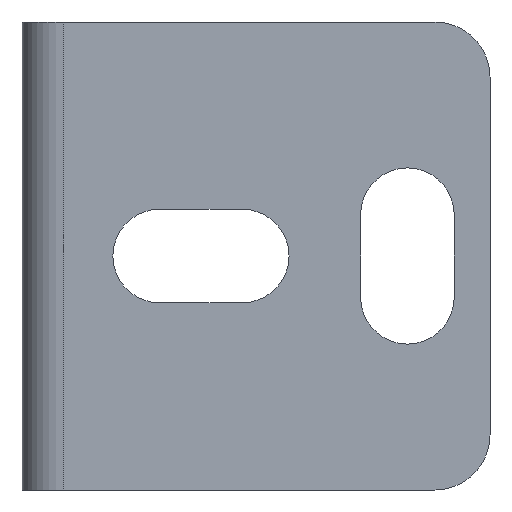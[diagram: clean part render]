
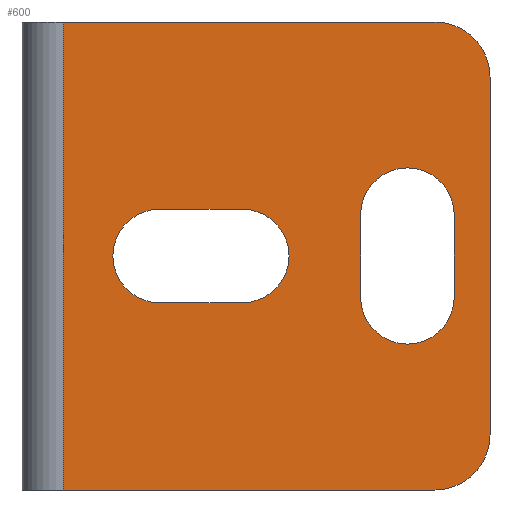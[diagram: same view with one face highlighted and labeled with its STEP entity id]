
A CAD part, front view. The second image highlights one B-rep face of the part: STEP entity #600.
In plain terms, the highlighted planar face has unit normal (0, -1, 0).
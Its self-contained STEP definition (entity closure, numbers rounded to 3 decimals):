
#22=DIRECTION('',(1.,0.,0.));
#23=VECTOR('',#22,13.5);
#24=CARTESIAN_POINT('',(1.5,0.,-8.5));
#25=LINE('',#24,#23);
#88=CARTESIAN_POINT('',(14.,0.,1.5));
#89=DIRECTION('',(0.,1.,0.));
#90=DIRECTION('',(-1.,0.,0.));
#91=AXIS2_PLACEMENT_3D('',#88,#89,#90);
#93=DIRECTION('',(0.,0.,1.));
#94=VECTOR('',#93,3.);
#95=CARTESIAN_POINT('',(12.3,0.,-1.5));
#96=LINE('',#95,#94);
#97=CARTESIAN_POINT('',(14.,0.,-1.5));
#98=DIRECTION('',(0.,1.,0.));
#99=DIRECTION('',(1.,0.,0.));
#100=AXIS2_PLACEMENT_3D('',#97,#98,#99);
#102=DIRECTION('',(0.,0.,-1.));
#103=VECTOR('',#102,3.);
#104=CARTESIAN_POINT('',(15.7,0.,1.5));
#105=LINE('',#104,#103);
#106=CARTESIAN_POINT('',(5.,0.,0.));
#107=DIRECTION('',(0.,1.,0.));
#108=DIRECTION('',(0.,0.,-1.));
#109=AXIS2_PLACEMENT_3D('',#106,#107,#108);
#111=DIRECTION('',(-1.,0.,0.));
#112=VECTOR('',#111,3.);
#113=CARTESIAN_POINT('',(8.,0.,-1.7));
#114=LINE('',#113,#112);
#115=CARTESIAN_POINT('',(8.,0.,0.));
#116=DIRECTION('',(0.,1.,0.));
#117=DIRECTION('',(0.,0.,1.));
#118=AXIS2_PLACEMENT_3D('',#115,#116,#117);
#120=DIRECTION('',(1.,0.,0.));
#121=VECTOR('',#120,3.);
#122=CARTESIAN_POINT('',(5.,0.,1.7));
#123=LINE('',#122,#121);
#124=DIRECTION('',(0.,0.,-1.));
#125=VECTOR('',#124,17.);
#126=CARTESIAN_POINT('',(1.5,0.,8.5));
#127=LINE('',#126,#125);
#128=CARTESIAN_POINT('',(15.,0.,6.5));
#129=DIRECTION('',(0.,-1.,0.));
#130=DIRECTION('',(1.,0.,0.));
#131=AXIS2_PLACEMENT_3D('',#128,#129,#130);
#133=CARTESIAN_POINT('',(15.,0.,-6.5));
#134=DIRECTION('',(0.,-1.,0.));
#135=DIRECTION('',(0.,0.,-1.));
#136=AXIS2_PLACEMENT_3D('',#133,#134,#135);
#332=DIRECTION('',(1.,0.,0.));
#333=VECTOR('',#332,13.5);
#334=CARTESIAN_POINT('',(1.5,0.,8.5));
#335=LINE('',#334,#333);
#353=DIRECTION('',(0.,0.,1.));
#354=VECTOR('',#353,13.);
#355=CARTESIAN_POINT('',(17.,0.,-6.5));
#356=LINE('',#355,#354);
#373=CARTESIAN_POINT('',(12.3,0.,1.5));
#374=CARTESIAN_POINT('',(15.7,0.,1.5));
#375=VERTEX_POINT('',#373);
#376=VERTEX_POINT('',#374);
#377=CARTESIAN_POINT('',(15.7,0.,-1.5));
#378=VERTEX_POINT('',#377);
#379=CARTESIAN_POINT('',(12.3,0.,-1.5));
#380=VERTEX_POINT('',#379);
#405=CARTESIAN_POINT('',(15.,0.,-8.5));
#406=CARTESIAN_POINT('',(17.,0.,-6.5));
#407=VERTEX_POINT('',#405);
#408=VERTEX_POINT('',#406);
#417=CARTESIAN_POINT('',(17.,0.,6.5));
#418=VERTEX_POINT('',#417);
#419=CARTESIAN_POINT('',(15.,0.,8.5));
#420=VERTEX_POINT('',#419);
#421=CARTESIAN_POINT('',(5.,0.,-1.7));
#422=CARTESIAN_POINT('',(5.,0.,1.7));
#423=VERTEX_POINT('',#421);
#424=VERTEX_POINT('',#422);
#425=CARTESIAN_POINT('',(8.,0.,1.7));
#426=VERTEX_POINT('',#425);
#427=CARTESIAN_POINT('',(8.,0.,-1.7));
#428=VERTEX_POINT('',#427);
#437=CARTESIAN_POINT('',(1.5,0.,-8.5));
#439=VERTEX_POINT('',#437);
#443=CARTESIAN_POINT('',(1.5,0.,8.5));
#444=VERTEX_POINT('',#443);
#563=CARTESIAN_POINT('',(0.,0.,-8.5));
#564=DIRECTION('',(0.,-1.,0.));
#565=DIRECTION('',(1.,0.,0.));
#566=AXIS2_PLACEMENT_3D('',#563,#564,#565);
#567=PLANE('',#566);
#569=ORIENTED_EDGE('',*,*,#568,.F.);
#571=ORIENTED_EDGE('',*,*,#570,.T.);
#573=ORIENTED_EDGE('',*,*,#572,.F.);
#575=ORIENTED_EDGE('',*,*,#574,.F.);
#577=ORIENTED_EDGE('',*,*,#576,.F.);
#578=ORIENTED_EDGE('',*,*,#502,.F.);
#579=EDGE_LOOP('',(#569,#571,#573,#575,#577,#578));
#580=FACE_OUTER_BOUND('',#579,.F.);
#581=ORIENTED_EDGE('',*,*,#553,.F.);
#583=ORIENTED_EDGE('',*,*,#582,.F.);
#585=ORIENTED_EDGE('',*,*,#584,.F.);
#587=ORIENTED_EDGE('',*,*,#586,.F.);
#588=EDGE_LOOP('',(#581,#583,#585,#587));
#589=FACE_BOUND('',#588,.F.);
#591=ORIENTED_EDGE('',*,*,#590,.F.);
#593=ORIENTED_EDGE('',*,*,#592,.F.);
#595=ORIENTED_EDGE('',*,*,#594,.F.);
#597=ORIENTED_EDGE('',*,*,#596,.F.);
#598=EDGE_LOOP('',(#591,#593,#595,#597));
#599=FACE_BOUND('',#598,.F.);
#600=ADVANCED_FACE('',(#580,#589,#599),#567,.T.);
#92=CIRCLE('',#91,1.7);
#101=CIRCLE('',#100,1.7);
#110=CIRCLE('',#109,1.7);
#119=CIRCLE('',#118,1.7);
#132=CIRCLE('',#131,2.);
#137=CIRCLE('',#136,2.);
#502=EDGE_CURVE('',#439,#407,#25,.T.);
#553=EDGE_CURVE('',#375,#376,#92,.T.);
#568=EDGE_CURVE('',#444,#439,#127,.T.);
#570=EDGE_CURVE('',#444,#420,#335,.T.);
#572=EDGE_CURVE('',#418,#420,#132,.T.);
#574=EDGE_CURVE('',#408,#418,#356,.T.);
#576=EDGE_CURVE('',#407,#408,#137,.T.);
#582=EDGE_CURVE('',#380,#375,#96,.T.);
#584=EDGE_CURVE('',#378,#380,#101,.T.);
#586=EDGE_CURVE('',#376,#378,#105,.T.);
#590=EDGE_CURVE('',#423,#424,#110,.T.);
#592=EDGE_CURVE('',#428,#423,#114,.T.);
#594=EDGE_CURVE('',#426,#428,#119,.T.);
#596=EDGE_CURVE('',#424,#426,#123,.T.);
